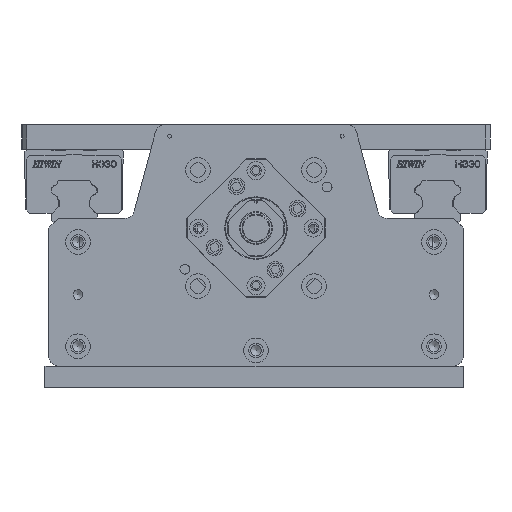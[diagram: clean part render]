
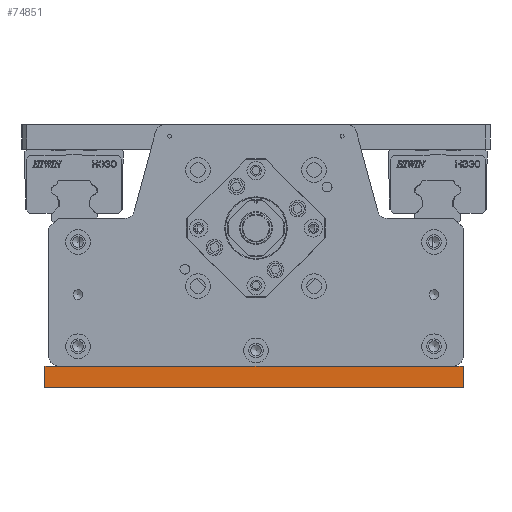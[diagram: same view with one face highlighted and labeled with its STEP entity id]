
A CAD part, front view. The second image highlights one B-rep face of the part: STEP entity #74851.
In plain terms, the highlighted planar face has unit normal (0, -1, 0).
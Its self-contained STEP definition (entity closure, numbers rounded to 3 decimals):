
#74673=CARTESIAN_POINT('',(-246.5,-665.,0.));
#74674=VERTEX_POINT('',#74673);
#74689=CARTESIAN_POINT('',(-254.75,-665.,0.));
#74690=VERTEX_POINT('',#74689);
#74697=CARTESIAN_POINT('',(-254.75,-665.,0.));
#74698=DIRECTION('',(1.0,0.0,0.0));
#74699=VECTOR('',#74698,8.25);
#74700=LINE('',#74697,#74699);
#74701=EDGE_CURVE('',#74690,#74674,#74700,.T.);
#74711=CARTESIAN_POINT('',(-6.,-665.,0.));
#74712=VERTEX_POINT('',#74711);
#74719=CARTESIAN_POINT('',(0.,-665.,0.));
#74720=VERTEX_POINT('',#74719);
#74721=CARTESIAN_POINT('',(-6.,-665.,0.));
#74722=DIRECTION('',(1.0,0.0,0.0));
#74723=VECTOR('',#74722,6.);
#74724=LINE('',#74721,#74723);
#74725=EDGE_CURVE('',#74712,#74720,#74724,.T.);
#74759=CARTESIAN_POINT('',(0.,-665.,-13.));
#74760=VERTEX_POINT('',#74759);
#74767=CARTESIAN_POINT('',(-254.75,-665.,-13.));
#74768=VERTEX_POINT('',#74767);
#74769=CARTESIAN_POINT('',(-254.75,-665.,-13.));
#74770=DIRECTION('',(1.0,0.0,0.0));
#74771=VECTOR('',#74770,254.75);
#74772=LINE('',#74769,#74771);
#74773=EDGE_CURVE('',#74768,#74760,#74772,.T.);
#74818=CARTESIAN_POINT('',(-254.75,-665.,0.));
#74819=DIRECTION('',(0.0,0.0,-1.0));
#74820=VECTOR('',#74819,13.);
#74821=LINE('',#74818,#74820);
#74822=EDGE_CURVE('',#74690,#74768,#74821,.T.);
#74828=CARTESIAN_POINT('',(-260.,-665.,-15.));
#74829=DIRECTION('',(0.0,-1.0,0.0));
#74830=DIRECTION('',(1.0,0.0,0.0));
#74831=AXIS2_PLACEMENT_3D('',#74828,#74829,#74830);
#74832=PLANE('',#74831);
#74833=ORIENTED_EDGE('',*,*,#74822,.T.);
#74834=ORIENTED_EDGE('',*,*,#74773,.T.);
#74835=CARTESIAN_POINT('',(0.,-665.,-13.));
#74836=DIRECTION('',(0.0,0.0,1.0));
#74837=VECTOR('',#74836,13.);
#74838=LINE('',#74835,#74837);
#74839=EDGE_CURVE('',#74760,#74720,#74838,.T.);
#74840=ORIENTED_EDGE('',*,*,#74839,.T.);
#74841=ORIENTED_EDGE('',*,*,#74725,.F.);
#74842=CARTESIAN_POINT('',(-246.5,-665.,0.));
#74843=DIRECTION('',(1.0,0.0,0.0));
#74844=VECTOR('',#74843,240.5);
#74845=LINE('',#74842,#74844);
#74846=EDGE_CURVE('',#74674,#74712,#74845,.T.);
#74847=ORIENTED_EDGE('',*,*,#74846,.F.);
#74848=ORIENTED_EDGE('',*,*,#74701,.F.);
#74849=EDGE_LOOP('',(#74833,#74834,#74840,#74841,#74847,#74848));
#74850=FACE_OUTER_BOUND('',#74849,.T.);
#74851=ADVANCED_FACE('',(#74850),#74832,.T.);
